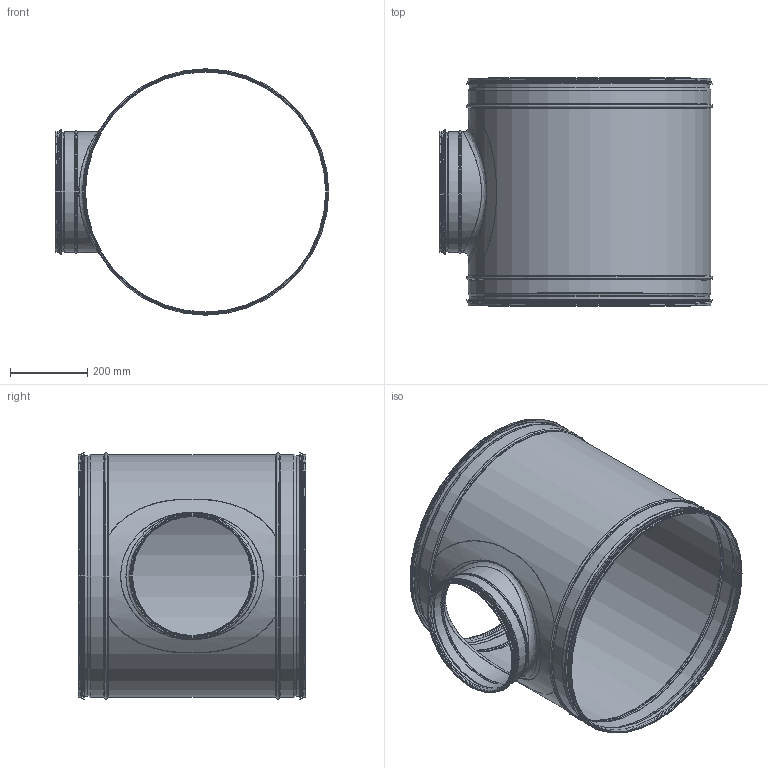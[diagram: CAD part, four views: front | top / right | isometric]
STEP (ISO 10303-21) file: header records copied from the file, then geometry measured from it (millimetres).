
FILE_DESCRIPTION((''),'2;1');
FILE_NAME('HTK_630-315.stp','2014-02-20T15:54:48',(''),(''),'Autodesk Inventor 2013','Autodesk Inventor 2013','');
FILE_SCHEMA(('AUTOMOTIVE_DESIGN { 1 2 10303 214 0 1 1 1 }'));
Length unit declared in the file: millimetre
Products named in the file (6): HTK_630-315; HTKRörämne_630-315; 999011; HPS_630-315; HPSRörämne_630-315; 999008
Assembly tree (6 placements, depth 3):
  HTK_630-315
    HTKRörämne_630-315
    999011  x2
    HPS_630-315
      HPSRörämne_630-315
      999008
Bounding box: 709.59 x 590.89 x 639.1 mm (x, y, z)
Volume: 825774.2 mm3; surface area: 2853798.7 mm2
Topology: 5 solids, 5 shells, 150 faces, 300 edges, 170 vertices
Faces by surface type: cylinder 51, torus 51, cone 24, plane 22, bspline 2
Full cylindrical faces by diameter (mm): 308.05 x1, 309.05 x1, 310.25 x1, 311.85 x1, 312.85 x6, 313.85 x1, 319.25 x1, 324.25 x1, 622.9 x2, 623.9 x2, 625.1 x2, 627.7 x11, 628.7 x5, 634.1 x2, 639.1 x2
Entity records: 4119 total; most frequent: CARTESIAN_POINT 1431, DIRECTION 542, ORIENTED_EDGE 332, AXIS2_PLACEMENT_3D 265, EDGE_LOOP 246, EDGE_CURVE 166, VERTEX_POINT 148, STYLED_ITEM 135
